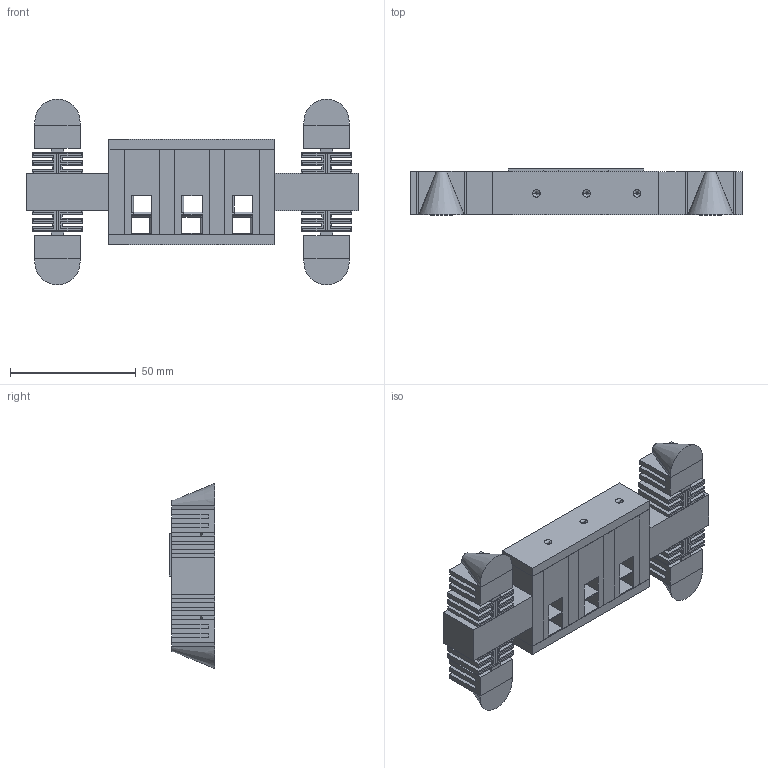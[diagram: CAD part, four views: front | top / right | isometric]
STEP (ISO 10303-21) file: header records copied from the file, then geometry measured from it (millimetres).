
FILE_DESCRIPTION (( 'STEP AP214' ), '1' );
FILE_NAME ('1,5mm_Integrated Walker_AP214_Format.STEP', '2024-06-18T16:08:45', ( '' ), ( '' ), 'SwSTEP 2.0', 'SolidWorks 2019', '' );
FILE_SCHEMA (( 'AUTOMOTIVE_DESIGN' ));
Length unit declared in the file: millimetre
Products named in the file (18): Baugruppe1; 1,5mm Kanäle_Seite Dauer2; Fuss_V1; 1,5mm_Integrated Walker_AP214_Format; 1,5mm kanäle_Centerblock_Back; V2_HR_Kammern3; 1.5mm Kanäle_Seite Dauer1; 1,5mm Kanäle_Centerblock2; 1,5mm Kanäle_Verteiler_Vereinfacht_zweite Seite; 1.5mm Kanäle_Grungbaustein_PLGInt; 1,5mm kanäle_Centerblock_Front; 1.5mm Kanäle_Centerblock1; 1,5mm Kanäle_Verteiler_Vereinfacht; Connector_RLHRSLDPRT; V2_Bein_Basis LR
Assembly tree (31 placements, depth 3):
  1,5mm_Integrated Walker_AP214_Format
    1.5mm Kanäle_Seite Dauer1
    1.5mm Kanäle_Grungbaustein_PLGInt  x3
    1,5mm kanäle_Centerblock_Front
    1,5mm Kanäle_Centerblock2
    1,5mm kanäle_Centerblock_Back
    1.5mm Kanäle_Centerblock1
    1,5mm Kanäle_Verteiler_Vereinfacht_zweite Seite
    1,5mm Kanäle_Verteiler_Vereinfacht
    1,5mm Kanäle_Seite Dauer2
    Baugruppe1
      V2_HR_Kammern3
      V2_Bein_Basis LR
      Connector_RLHRSLDPRT
      Fuss_V1
    Baugruppe1
      V2_HR_Kammern3
      V2_Bein_Basis LR
      Connector_RLHRSLDPRT
      Fuss_V1
    Baugruppe1
      V2_HR_Kammern3
      V2_Bein_Basis LR
      Connector_RLHRSLDPRT
      Fuss_V1
    Baugruppe1
      V2_HR_Kammern3
      V2_Bein_Basis LR
      Connector_RLHRSLDPRT
      Fuss_V1
Bounding box: 132 x 18.2 x 73.8 mm (x, y, z)
Volume: 55846.9 mm3; surface area: 87858.6 mm2
Topology: 35 solids, 44 shells, 1584 faces, 4344 edges, 2738 vertices
Faces by surface type: plane 943, cylinder 399, torus 149, bspline 89, cone 4
Entity records: 34168 total; most frequent: CARTESIAN_POINT 12158, ORIENTED_EDGE 4500, DIRECTION 4128, EDGE_CURVE 2250, AXIS2_PLACEMENT_3D 1447, VERTEX_POINT 1440, LINE 1234, VECTOR 1234
